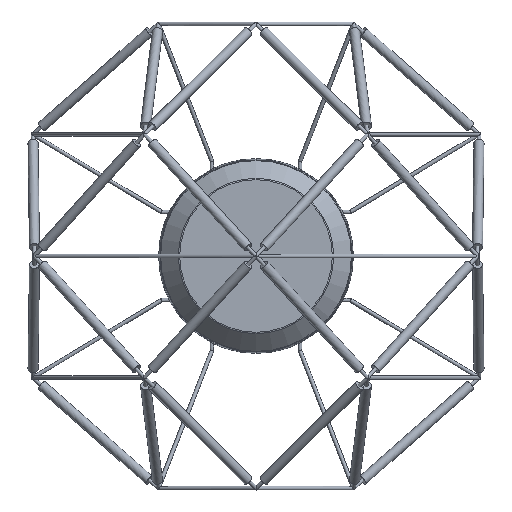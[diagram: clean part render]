
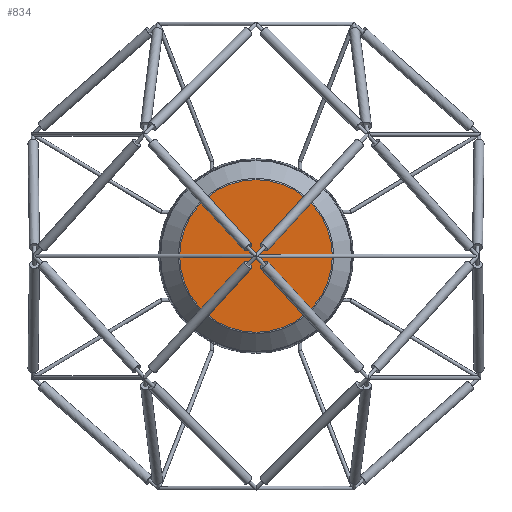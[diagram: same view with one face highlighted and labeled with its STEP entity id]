
A CAD part, front view. The second image highlights one B-rep face of the part: STEP entity #834.
In plain terms, the highlighted planar face has unit normal (0, -1, 0).
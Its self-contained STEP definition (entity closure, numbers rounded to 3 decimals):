
#515=PLANE('',#3267);
#661=FACE_OUTER_BOUND('',#1351,.T.);
#834=ADVANCED_FACE('',(#661),#515,.F.);
#1351=EDGE_LOOP('',(#1683));
#1683=ORIENTED_EDGE('',*,*,#2648,.T.);
#2400=VERTEX_POINT('',#5584);
#2648=EDGE_CURVE('',#2400,#2400,#3014,.T.);
#3014=CIRCLE('',#3266,6.058);
#3266=AXIS2_PLACEMENT_3D('',#5583,#3944,#3945);
#3267=AXIS2_PLACEMENT_3D('',#5585,#3946,#3947);
#3944=DIRECTION('',(0.,-1.,0.));
#3945=DIRECTION('',(1.,0.,0.));
#3946=DIRECTION('',(0.,1.,0.));
#3947=DIRECTION('',(-1.,0.,0.));
#5583=CARTESIAN_POINT('',(0.,-4.5,0.));
#5584=CARTESIAN_POINT('',(6.058,-4.5,0.));
#5585=CARTESIAN_POINT('',(0.,-4.5,0.6));
